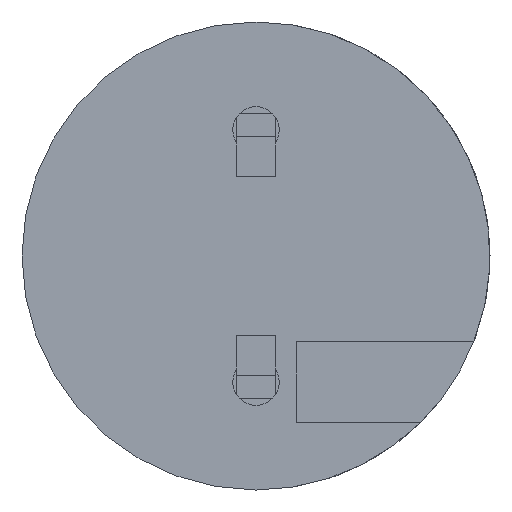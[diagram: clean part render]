
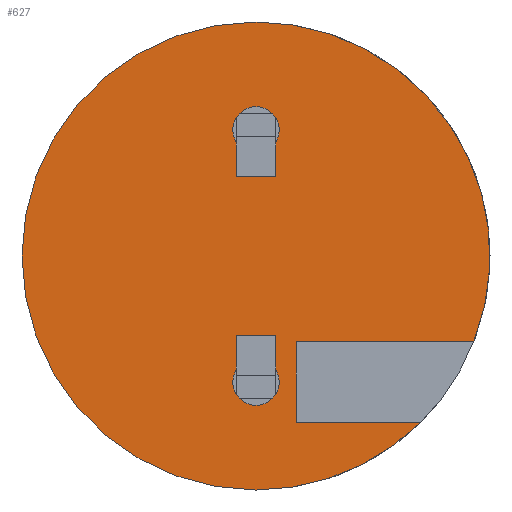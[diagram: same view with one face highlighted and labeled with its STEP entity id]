
A CAD part, front view. The second image highlights one B-rep face of the part: STEP entity #627.
In plain terms, the highlighted face is planar.
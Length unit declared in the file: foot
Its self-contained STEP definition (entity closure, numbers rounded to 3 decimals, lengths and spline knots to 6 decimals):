
#9 = LINE ( 'NONE', #811, #2435 ) ;
#26 = VERTEX_POINT ( 'NONE', #1706 ) ;
#37 = DIRECTION ( 'NONE',  ( 0., 0., 1. ) ) ;
#53 = CIRCLE ( 'NONE', #2058, 0.000958 ) ;
#95 = EDGE_CURVE ( 'NONE', #1201, #2167, #2700, .T. ) ;
#107 = EDGE_CURVE ( 'NONE', #26, #1808, #919, .T. ) ;
#174 = VERTEX_POINT ( 'NONE', #2283 ) ;
#286 = EDGE_CURVE ( 'NONE', #2167, #1201, #1947, .T. ) ;
#315 = EDGE_CURVE ( 'NONE', #174, #2164, #9, .T. ) ;
#325 = EDGE_LOOP ( 'NONE', ( #2594, #1214 ) ) ;
#341 = ORIENTED_EDGE ( 'NONE', *, *, #804, .F. ) ;
#367 = CARTESIAN_POINT ( 'NONE',  ( 0.0325, 0., 0. ) ) ;
#378 = EDGE_CURVE ( 'NONE', #2302, #1935, #1449, .T. ) ;
#430 = CARTESIAN_POINT ( 'NONE',  ( 0.0325, 0., 0. ) ) ;
#436 = CARTESIAN_POINT ( 'NONE',  ( 0.0325, 0., -0.009667 ) ) ;
#440 = EDGE_LOOP ( 'NONE', ( #2495, #1569, #341, #1052, #1076, #743 ) ) ;
#449 = VERTEX_POINT ( 'NONE', #2259 ) ;
#484 = CARTESIAN_POINT ( 'NONE',  ( 0.0325, 0., -0.00425 ) ) ;
#555 = FACE_BOUND ( 'NONE', #325, .T. ) ;
#565 = EDGE_CURVE ( 'NONE', #2164, #2302, #698, .T. ) ;
#569 = DIRECTION ( 'NONE',  ( 0., 1., 0. ) ) ;
#579 = DIRECTION ( 'NONE',  ( 0., 0., 1. ) ) ;
#602 = CARTESIAN_POINT ( 'NONE',  ( 0.0325, 0.006795, -0.006875 ) ) ;
#610 = DIRECTION ( 'NONE',  ( 0., 0., 1. ) ) ;
#617 = CARTESIAN_POINT ( 'NONE',  ( 0.0325, 0., 0.00425 ) ) ;
#627 = ADVANCED_FACE ( 'NONE', ( #555, #1710, #2972 ), #1629, .F. ) ;
#681 = DIRECTION ( 'NONE',  ( 0., 0., 1. ) ) ;
#698 = CIRCLE ( 'NONE', #1236, 0.009667 ) ;
#705 = CARTESIAN_POINT ( 'NONE',  ( 0.0325, 0.001667, -0.003542 ) ) ;
#725 = DIRECTION ( 'NONE',  ( 0., 0., 1. ) ) ;
#726 = AXIS2_PLACEMENT_3D ( 'NONE', #2576, #2102, #725 ) ;
#743 = ORIENTED_EDGE ( 'NONE', *, *, #315, .F. ) ;
#804 = EDGE_CURVE ( 'NONE', #1935, #896, #818, .T. ) ;
#811 = CARTESIAN_POINT ( 'NONE',  ( 0.0325, 0.001667, -0.006875 ) ) ;
#818 = CIRCLE ( 'NONE', #1946, 0.009667 ) ;
#820 = DIRECTION ( 'NONE',  ( 0., 0., 1. ) ) ;
#881 = CARTESIAN_POINT ( 'NONE',  ( 0.0325, 0., -0.005208 ) ) ;
#883 = CARTESIAN_POINT ( 'NONE',  ( 0.0325, 0., -0.005208 ) ) ;
#889 = DIRECTION ( 'NONE',  ( 0., 0., -1. ) ) ;
#896 = VERTEX_POINT ( 'NONE', #1221 ) ;
#919 = CIRCLE ( 'NONE', #3022, 0.000958 ) ;
#1052 = ORIENTED_EDGE ( 'NONE', *, *, #378, .F. ) ;
#1076 = ORIENTED_EDGE ( 'NONE', *, *, #565, .F. ) ;
#1164 = VECTOR ( 'NONE', #2062, 3.28084 ) ;
#1201 = VERTEX_POINT ( 'NONE', #1906 ) ;
#1214 = ORIENTED_EDGE ( 'NONE', *, *, #286, .F. ) ;
#1221 = CARTESIAN_POINT ( 'NONE',  ( 0.0325, 0.008995, -0.003542 ) ) ;
#1236 = AXIS2_PLACEMENT_3D ( 'NONE', #430, #2059, #681 ) ;
#1241 = EDGE_CURVE ( 'NONE', #1808, #26, #53, .T. ) ;
#1431 = ORIENTED_EDGE ( 'NONE', *, *, #1241, .T. ) ;
#1449 = CIRCLE ( 'NONE', #1786, 0.009667 ) ;
#1453 = DIRECTION ( 'NONE',  ( -1., 0., 0. ) ) ;
#1495 = EDGE_CURVE ( 'NONE', #449, #896, #2964, .T. ) ;
#1501 = CARTESIAN_POINT ( 'NONE',  ( 0.0325, 0., 0.005208 ) ) ;
#1503 = EDGE_LOOP ( 'NONE', ( #1431, #2034 ) ) ;
#1569 = ORIENTED_EDGE ( 'NONE', *, *, #1495, .T. ) ;
#1629 = PLANE ( 'NONE',  #726 ) ;
#1686 = VECTOR ( 'NONE', #889, 3.28084 ) ;
#1706 = CARTESIAN_POINT ( 'NONE',  ( 0.0325, 0., -0.006167 ) ) ;
#1710 = FACE_BOUND ( 'NONE', #1503, .T. ) ;
#1786 = AXIS2_PLACEMENT_3D ( 'NONE', #367, #1993, #610 ) ;
#1808 = VERTEX_POINT ( 'NONE', #484 ) ;
#1906 = CARTESIAN_POINT ( 'NONE',  ( 0.0325, 0., 0.006167 ) ) ;
#1935 = VERTEX_POINT ( 'NONE', #2572 ) ;
#1946 = AXIS2_PLACEMENT_3D ( 'NONE', #2870, #1453, #37 ) ;
#1947 = CIRCLE ( 'NONE', #2806, 0.000958 ) ;
#1960 = DIRECTION ( 'NONE',  ( 1., 0., 0. ) ) ;
#1970 = DIRECTION ( 'NONE',  ( -1., 0., 0. ) ) ;
#1980 = DIRECTION ( 'NONE',  ( 1., 0., 0. ) ) ;
#1993 = DIRECTION ( 'NONE',  ( -1., 0., 0. ) ) ;
#2034 = ORIENTED_EDGE ( 'NONE', *, *, #107, .T. ) ;
#2058 = AXIS2_PLACEMENT_3D ( 'NONE', #883, #2501, #2749 ) ;
#2059 = DIRECTION ( 'NONE',  ( -1., 0., 0. ) ) ;
#2062 = DIRECTION ( 'NONE',  ( 0., 1., 0. ) ) ;
#2102 = DIRECTION ( 'NONE',  ( -1., 0., 0. ) ) ;
#2164 = VERTEX_POINT ( 'NONE', #602 ) ;
#2167 = VERTEX_POINT ( 'NONE', #617 ) ;
#2259 = CARTESIAN_POINT ( 'NONE',  ( 0.0325, 0.001667, -0.003542 ) ) ;
#2283 = CARTESIAN_POINT ( 'NONE',  ( 0.0325, 0.001667, -0.006875 ) ) ;
#2302 = VERTEX_POINT ( 'NONE', #436 ) ;
#2384 = CARTESIAN_POINT ( 'NONE',  ( 0.0325, 0., 0.005208 ) ) ;
#2435 = VECTOR ( 'NONE', #569, 3.28084 ) ;
#2495 = ORIENTED_EDGE ( 'NONE', *, *, #2818, .F. ) ;
#2501 = DIRECTION ( 'NONE',  ( -1., 0., 0. ) ) ;
#2517 = CARTESIAN_POINT ( 'NONE',  ( 0.0325, 0.001667, -0.003542 ) ) ;
#2525 = DIRECTION ( 'NONE',  ( 0., 0., 1. ) ) ;
#2546 = AXIS2_PLACEMENT_3D ( 'NONE', #2384, #1980, #2525 ) ;
#2572 = CARTESIAN_POINT ( 'NONE',  ( 0.0325, 0., 0.009667 ) ) ;
#2576 = CARTESIAN_POINT ( 'NONE',  ( 0.0325, 0.009667, 0. ) ) ;
#2594 = ORIENTED_EDGE ( 'NONE', *, *, #95, .F. ) ;
#2700 = CIRCLE ( 'NONE', #2546, 0.000958 ) ;
#2749 = DIRECTION ( 'NONE',  ( 0., 0., 1. ) ) ;
#2806 = AXIS2_PLACEMENT_3D ( 'NONE', #1501, #1960, #579 ) ;
#2818 = EDGE_CURVE ( 'NONE', #449, #174, #2947, .T. ) ;
#2870 = CARTESIAN_POINT ( 'NONE',  ( 0.0325, 0., 0. ) ) ;
#2947 = LINE ( 'NONE', #2517, #1686 ) ;
#2964 = LINE ( 'NONE', #705, #1164 ) ;
#2972 = FACE_OUTER_BOUND ( 'NONE', #440, .T. ) ;
#3022 = AXIS2_PLACEMENT_3D ( 'NONE', #881, #1970, #820 ) ;
